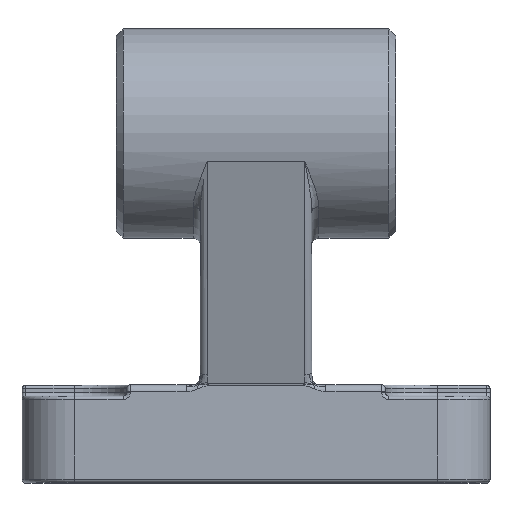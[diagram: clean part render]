
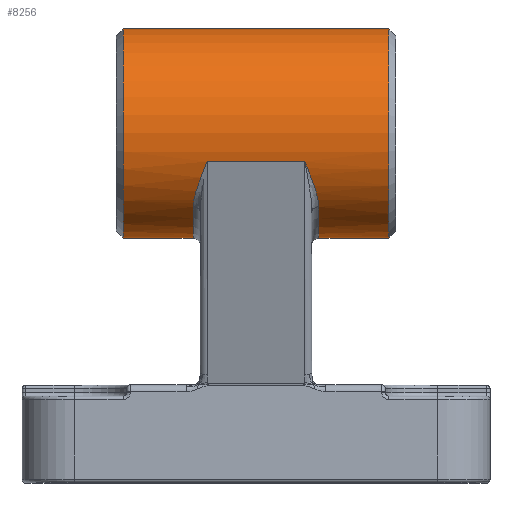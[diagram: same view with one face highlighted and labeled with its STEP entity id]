
A CAD part, top view. The second image highlights one B-rep face of the part: STEP entity #8256.
In plain terms, the highlighted cylindrical face has radius 15 mm (diameter 30 mm), a full revolution.
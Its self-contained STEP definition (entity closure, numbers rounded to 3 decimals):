
#8133=CARTESIAN_POINT('',(-19.0,65.0,19.5));
#8134=VERTEX_POINT('',#8133);
#8135=CARTESIAN_POINT('',(-19.0,50.0,19.5));
#8136=DIRECTION('',(-1.0,0.0,0.0));
#8137=DIRECTION('',(0.0,-1.0,0.0));
#8138=AXIS2_PLACEMENT_3D('',#8135,#8136,#8137);
#8139=CIRCLE('',#8138,15.0);
#8140=EDGE_CURVE('',#8134,#8134,#8139,.T.);
#8145=CARTESIAN_POINT('',(0.0,50.0,19.5));
#8146=DIRECTION('',(1.0,0.0,0.0));
#8147=DIRECTION('',(0.0,-1.0,0.0));
#8148=AXIS2_PLACEMENT_3D('',#8145,#8146,#8147);
#8149=CYLINDRICAL_SURFACE('',#8148,15.0);
#8150=CARTESIAN_POINT('',(19.0,65.0,19.5));
#8151=VERTEX_POINT('',#8150);
#8152=CARTESIAN_POINT('',(19.0,50.0,19.5));
#8153=DIRECTION('',(1.0,0.0,0.0));
#8154=DIRECTION('',(0.0,-1.0,0.0));
#8155=AXIS2_PLACEMENT_3D('',#8152,#8153,#8154);
#8156=CIRCLE('',#8155,15.0);
#8157=EDGE_CURVE('',#8151,#8151,#8156,.T.);
#8158=ORIENTED_EDGE('',*,*,#8157,.F.);
#8159=EDGE_LOOP('',(#8158));
#8160=FACE_OUTER_BOUND('',#8159,.T.);
#8161=CARTESIAN_POINT('',(9.0,39.469,30.182));
#8162=VERTEX_POINT('',#8161);
#8163=CARTESIAN_POINT('',(7.,45.957,33.945));
#8164=VERTEX_POINT('',#8163);
#8165=CARTESIAN_POINT('',(9.,39.469,30.182));
#8166=CARTESIAN_POINT('',(9.0,39.84,30.547));
#8167=CARTESIAN_POINT('',(8.894,40.622,31.241));
#8168=CARTESIAN_POINT('',(8.549,41.866,32.134));
#8169=CARTESIAN_POINT('',(8.164,42.961,32.762));
#8170=CARTESIAN_POINT('',(7.823,43.861,33.193));
#8171=CARTESIAN_POINT('',(7.557,44.545,33.479));
#8172=CARTESIAN_POINT('',(7.283,45.238,33.731));
#8173=CARTESIAN_POINT('',(7.097,45.708,33.875));
#8174=CARTESIAN_POINT('',(7.003,45.949,33.943));
#8175=CARTESIAN_POINT('',(7.002,45.953,33.944));
#8176=CARTESIAN_POINT('',(7.,45.957,33.945));
#8177=B_SPLINE_CURVE_WITH_KNOTS('',3,(#8165,#8166,#8167,#8168,#8169,#8170,#8171,#8172,#8173,#8174,#8175,#8176),.UNSPECIFIED.,.F.,.U.,(4,1,1,1,1,1,1,2,4),(0.,0.167,0.333,0.5,0.583,0.666,0.75,0.833,0.835),.UNSPECIFIED.);
#8178=EDGE_CURVE('',#8162,#8164,#8177,.T.);
#8179=ORIENTED_EDGE('',*,*,#8178,.F.);
#8180=CARTESIAN_POINT('',(9.,51.797,4.608));
#8181=VERTEX_POINT('',#8180);
#8182=CARTESIAN_POINT('',(9.0,50.0,19.5));
#8183=DIRECTION('',(-1.0,0.0,0.0));
#8184=DIRECTION('',(0.0,-0.901,-0.434));
#8185=AXIS2_PLACEMENT_3D('',#8182,#8183,#8184);
#8186=CIRCLE('',#8185,15.0);
#8187=EDGE_CURVE('',#8181,#8162,#8186,.T.);
#8188=ORIENTED_EDGE('',*,*,#8187,.F.);
#8189=CARTESIAN_POINT('',(7.,58.782,7.339));
#8190=VERTEX_POINT('',#8189);
#8191=CARTESIAN_POINT('',(7.,58.782,7.339));
#8192=CARTESIAN_POINT('',(7.002,58.778,7.337));
#8193=CARTESIAN_POINT('',(7.003,58.775,7.334));
#8194=CARTESIAN_POINT('',(7.375,57.975,6.758));
#8195=CARTESIAN_POINT('',(7.937,56.692,6.011));
#8196=CARTESIAN_POINT('',(8.701,54.348,5.081));
#8197=CARTESIAN_POINT('',(9.,52.831,4.733));
#8198=CARTESIAN_POINT('',(9.,51.797,4.608));
#8199=B_SPLINE_CURVE_WITH_KNOTS('',3,(#8191,#8192,#8193,#8194,#8195,#8196,#8197,#8198),.UNSPECIFIED.,.F.,.U.,(4,2,1,1,4),(-0.001,0.0,0.333,0.5,0.833),.UNSPECIFIED.);
#8200=EDGE_CURVE('',#8190,#8181,#8199,.T.);
#8201=ORIENTED_EDGE('',*,*,#8200,.F.);
#8202=CARTESIAN_POINT('',(-7.,58.782,7.339));
#8203=VERTEX_POINT('',#8202);
#8204=CARTESIAN_POINT('',(-7.,58.782,7.339));
#8205=DIRECTION('',(1.0,0.0,0.0));
#8206=VECTOR('',#8205,14.);
#8207=LINE('',#8204,#8206);
#8208=EDGE_CURVE('',#8203,#8190,#8207,.T.);
#8209=ORIENTED_EDGE('',*,*,#8208,.F.);
#8210=CARTESIAN_POINT('',(-9.0,51.797,4.608));
#8211=VERTEX_POINT('',#8210);
#8212=CARTESIAN_POINT('',(-9.,51.797,4.608));
#8213=CARTESIAN_POINT('',(-9.,52.831,4.733));
#8214=CARTESIAN_POINT('',(-8.701,54.348,5.081));
#8215=CARTESIAN_POINT('',(-7.937,56.692,6.011));
#8216=CARTESIAN_POINT('',(-7.375,57.975,6.758));
#8217=CARTESIAN_POINT('',(-7.003,58.775,7.334));
#8218=CARTESIAN_POINT('',(-7.002,58.778,7.337));
#8219=CARTESIAN_POINT('',(-7.,58.782,7.339));
#8220=B_SPLINE_CURVE_WITH_KNOTS('',3,(#8212,#8213,#8214,#8215,#8216,#8217,#8218,#8219),.UNSPECIFIED.,.F.,.U.,(4,1,1,2,4),(0.0,0.333,0.5,0.833,0.835),.UNSPECIFIED.);
#8221=EDGE_CURVE('',#8211,#8203,#8220,.T.);
#8222=ORIENTED_EDGE('',*,*,#8221,.F.);
#8223=CARTESIAN_POINT('',(-9.,39.469,30.182));
#8224=VERTEX_POINT('',#8223);
#8225=CARTESIAN_POINT('',(-9.0,50.0,19.5));
#8226=DIRECTION('',(1.0,0.0,0.0));
#8227=DIRECTION('',(0.0,-0.901,-0.434));
#8228=AXIS2_PLACEMENT_3D('',#8225,#8226,#8227);
#8229=CIRCLE('',#8228,15.0);
#8230=EDGE_CURVE('',#8224,#8211,#8229,.T.);
#8231=ORIENTED_EDGE('',*,*,#8230,.F.);
#8232=CARTESIAN_POINT('',(-7.,45.957,33.945));
#8233=VERTEX_POINT('',#8232);
#8234=CARTESIAN_POINT('',(-7.0,45.957,33.945));
#8235=CARTESIAN_POINT('',(-7.002,45.953,33.944));
#8236=CARTESIAN_POINT('',(-7.003,45.949,33.943));
#8237=CARTESIAN_POINT('',(-7.375,44.999,33.676));
#8238=CARTESIAN_POINT('',(-7.936,43.617,33.138));
#8239=CARTESIAN_POINT('',(-8.702,41.428,31.883));
#8240=CARTESIAN_POINT('',(-9.,40.211,30.913));
#8241=CARTESIAN_POINT('',(-9.,39.469,30.182));
#8242=B_SPLINE_CURVE_WITH_KNOTS('',3,(#8234,#8235,#8236,#8237,#8238,#8239,#8240,#8241),.UNSPECIFIED.,.F.,.U.,(4,2,1,1,4),(-0.001,0.0,0.333,0.5,0.833),.UNSPECIFIED.);
#8243=EDGE_CURVE('',#8233,#8224,#8242,.T.);
#8244=ORIENTED_EDGE('',*,*,#8243,.F.);
#8245=CARTESIAN_POINT('',(-7.,45.957,33.945));
#8246=DIRECTION('',(1.0,0.0,0.0));
#8247=VECTOR('',#8246,14.);
#8248=LINE('',#8245,#8247);
#8249=EDGE_CURVE('',#8233,#8164,#8248,.T.);
#8250=ORIENTED_EDGE('',*,*,#8249,.T.);
#8251=EDGE_LOOP('',(#8179,#8188,#8201,#8209,#8222,#8231,#8244,#8250));
#8252=FACE_BOUND('',#8251,.T.);
#8253=ORIENTED_EDGE('',*,*,#8140,.F.);
#8254=EDGE_LOOP('',(#8253));
#8255=FACE_BOUND('',#8254,.T.);
#8256=ADVANCED_FACE('',(#8160,#8252,#8255),#8149,.T.);
